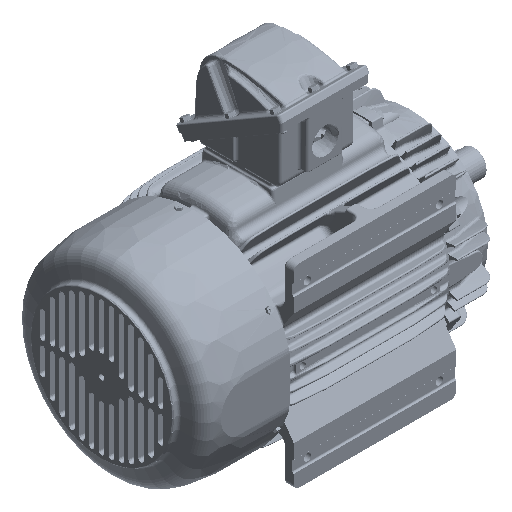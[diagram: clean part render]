
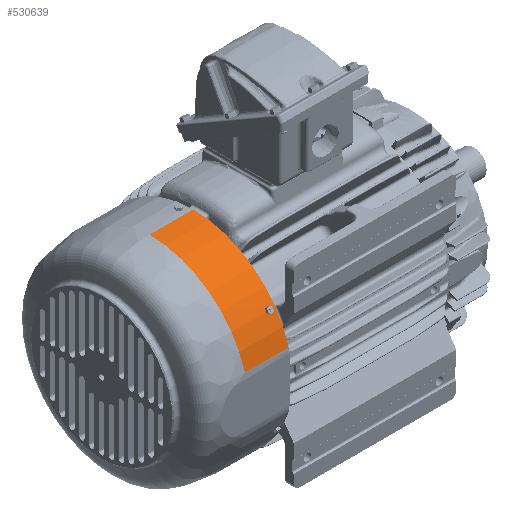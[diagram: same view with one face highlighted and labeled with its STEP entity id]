
A CAD part, isometric view. The second image highlights one B-rep face of the part: STEP entity #530639.
In plain terms, the highlighted cylindrical face has radius 181.75 mm (diameter 363.5 mm), a partial arc.
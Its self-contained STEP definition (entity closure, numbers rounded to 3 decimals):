
#529617=CARTESIAN_POINT('Vertex',(-154.5,0.,181.75)) ;
#529633=CARTESIAN_POINT('Vertex',(-234.5,0.,181.75)) ;
#529636=CARTESIAN_POINT('Line Origine',(-325.914,0.,181.75)) ;
#530198=CARTESIAN_POINT('Axis2P3D Location',(-154.5,0.,0.)) ;
#530202=CARTESIAN_POINT('Vertex',(-154.5,-174.58,50.547)) ;
#530528=CARTESIAN_POINT('Axis2P3D Location',(-325.914,0.,0.)) ;
#530533=CARTESIAN_POINT('Axis2P3D Location',(-234.5,0.,0.)) ;
#530537=CARTESIAN_POINT('Vertex',(-234.5,-174.58,50.547)) ;
#530540=CARTESIAN_POINT('Line Origine',(-325.914,-174.58,50.547)) ;
#530552=CARTESIAN_POINT('Control Point',(-166.5,-147.483,106.216)) ;
#530553=CARTESIAN_POINT('Control Point',(-166.106,-147.483,106.216)) ;
#530554=CARTESIAN_POINT('Control Point',(-165.718,-147.51,106.178)) ;
#530555=CARTESIAN_POINT('Control Point',(-165.333,-147.567,106.099)) ;
#530556=CARTESIAN_POINT('Control Point',(-164.781,-147.691,105.927)) ;
#530557=CARTESIAN_POINT('Control Point',(-164.28,-147.87,105.677)) ;
#530558=CARTESIAN_POINT('Control Point',(-164.12,-147.936,105.585)) ;
#530559=CARTESIAN_POINT('Control Point',(-163.813,-148.078,105.385)) ;
#530560=CARTESIAN_POINT('Control Point',(-163.538,-148.24,105.157)) ;
#530561=CARTESIAN_POINT('Control Point',(-163.41,-148.325,105.037)) ;
#530562=CARTESIAN_POINT('Control Point',(-163.099,-148.56,104.705)) ;
#530563=CARTESIAN_POINT('Control Point',(-162.854,-148.821,104.333)) ;
#530564=CARTESIAN_POINT('Control Point',(-162.731,-148.99,104.092)) ;
#530565=CARTESIAN_POINT('Control Point',(-162.639,-149.164,103.843)) ;
#530566=CARTESIAN_POINT('Control Point',(-162.577,-149.342,103.586)) ;
#530567=CARTESIAN_POINT('Vertex',(-166.5,-147.483,106.216)) ;
#530569=CARTESIAN_POINT('Vertex',(-162.577,-149.342,103.586)) ;
#530573=CARTESIAN_POINT('Control Point',(-162.577,-149.342,103.586)) ;
#530574=CARTESIAN_POINT('Control Point',(-162.423,-149.782,102.951)) ;
#530575=CARTESIAN_POINT('Control Point',(-162.458,-150.232,102.295)) ;
#530576=CARTESIAN_POINT('Control Point',(-162.7,-150.68,101.633)) ;
#530577=CARTESIAN_POINT('Control Point',(-163.113,-151.06,101.066)) ;
#530578=CARTESIAN_POINT('Control Point',(-163.671,-151.368,100.602)) ;
#530579=CARTESIAN_POINT('Vertex',(-163.671,-151.368,100.602)) ;
#530583=CARTESIAN_POINT('Control Point',(-163.671,-151.368,100.602)) ;
#530584=CARTESIAN_POINT('Control Point',(-164.118,-151.616,100.229)) ;
#530585=CARTESIAN_POINT('Control Point',(-164.645,-151.81,99.935)) ;
#530586=CARTESIAN_POINT('Control Point',(-165.241,-151.947,99.726)) ;
#530587=CARTESIAN_POINT('Control Point',(-165.872,-152.014,99.623)) ;
#530588=CARTESIAN_POINT('Control Point',(-166.5,-152.014,99.623)) ;
#530589=CARTESIAN_POINT('Vertex',(-166.5,-152.014,99.623)) ;
#530593=CARTESIAN_POINT('Control Point',(-166.5,-152.014,99.623)) ;
#530594=CARTESIAN_POINT('Control Point',(-167.088,-152.014,99.623)) ;
#530595=CARTESIAN_POINT('Control Point',(-167.677,-151.951,99.72)) ;
#530596=CARTESIAN_POINT('Control Point',(-168.229,-151.825,99.911)) ;
#530597=CARTESIAN_POINT('Control Point',(-168.721,-151.644,100.186)) ;
#530598=CARTESIAN_POINT('Vertex',(-168.721,-151.644,100.186)) ;
#530602=CARTESIAN_POINT('Control Point',(-168.721,-151.644,100.186)) ;
#530603=CARTESIAN_POINT('Control Point',(-169.376,-151.403,100.551)) ;
#530604=CARTESIAN_POINT('Control Point',(-169.914,-151.078,101.04)) ;
#530605=CARTESIAN_POINT('Control Point',(-170.309,-150.669,101.651)) ;
#530606=CARTESIAN_POINT('Control Point',(-170.499,-150.233,102.292)) ;
#530607=CARTESIAN_POINT('Control Point',(-170.5,-149.787,102.942)) ;
#530608=CARTESIAN_POINT('Vertex',(-170.5,-149.787,102.942)) ;
#530612=CARTESIAN_POINT('Control Point',(-170.5,-149.787,102.942)) ;
#530613=CARTESIAN_POINT('Control Point',(-170.5,-149.564,103.266)) ;
#530614=CARTESIAN_POINT('Control Point',(-170.454,-149.343,103.585)) ;
#530615=CARTESIAN_POINT('Control Point',(-170.357,-149.123,103.902)) ;
#530616=CARTESIAN_POINT('Control Point',(-170.146,-148.807,104.354)) ;
#530617=CARTESIAN_POINT('Control Point',(-169.839,-148.519,104.763)) ;
#530618=CARTESIAN_POINT('Control Point',(-169.726,-148.426,104.894)) ;
#530619=CARTESIAN_POINT('Control Point',(-169.481,-148.248,105.145)) ;
#530620=CARTESIAN_POINT('Control Point',(-169.202,-148.089,105.37)) ;
#530621=CARTESIAN_POINT('Control Point',(-169.054,-148.014,105.474)) ;
#530622=CARTESIAN_POINT('Control Point',(-168.744,-147.876,105.668)) ;
#530623=CARTESIAN_POINT('Control Point',(-168.406,-147.76,105.83)) ;
#530624=CARTESIAN_POINT('Control Point',(-168.23,-147.708,105.903)) ;
#530625=CARTESIAN_POINT('Control Point',(-167.794,-147.598,106.057)) ;
#530626=CARTESIAN_POINT('Control Point',(-167.335,-147.526,106.156)) ;
#530627=CARTESIAN_POINT('Control Point',(-167.059,-147.497,106.196)) ;
#530628=CARTESIAN_POINT('Control Point',(-166.779,-147.483,106.216)) ;
#530629=CARTESIAN_POINT('Control Point',(-166.5,-147.483,106.216)) ;
#529637=DIRECTION('Vector Direction',(-1.,0.,0.)) ;
#530199=DIRECTION('Axis2P3D Direction',(-1.,0.,0.)) ;
#530529=DIRECTION('Axis2P3D Direction',(-1.,0.,0.)) ;
#530530=DIRECTION('Axis2P3D XDirection',(0.,0.,-1.)) ;
#530534=DIRECTION('Axis2P3D Direction',(-1.,0.,0.)) ;
#530541=DIRECTION('Vector Direction',(-1.,0.,0.)) ;
#530200=AXIS2_PLACEMENT_3D('Circle Axis2P3D',#530198,#530199,$) ;
#530531=AXIS2_PLACEMENT_3D('Cylinder Axis2P3D',#530528,#530529,#530530) ;
#530535=AXIS2_PLACEMENT_3D('Circle Axis2P3D',#530533,#530534,$) ;
#530546=ORIENTED_EDGE('',*,*,#530204,.T.) ;
#530547=ORIENTED_EDGE('',*,*,#529640,.T.) ;
#530548=ORIENTED_EDGE('',*,*,#530539,.F.) ;
#530549=ORIENTED_EDGE('',*,*,#530544,.T.) ;
#530632=ORIENTED_EDGE('',*,*,#530571,.T.) ;
#530633=ORIENTED_EDGE('',*,*,#530581,.T.) ;
#530634=ORIENTED_EDGE('',*,*,#530591,.T.) ;
#530635=ORIENTED_EDGE('',*,*,#530600,.T.) ;
#530636=ORIENTED_EDGE('',*,*,#530610,.T.) ;
#530637=ORIENTED_EDGE('',*,*,#530630,.T.) ;
#530638=FACE_BOUND('',#530631,.T.) ;
#529638=VECTOR('Line Direction',#529637,1.) ;
#530542=VECTOR('Line Direction',#530541,1.) ;
#530639=ADVANCED_FACE('\X2\51434EF6672C9AD4\X0\',(#530550,#530638),#530532,.T.) ;
#530551=B_SPLINE_CURVE_WITH_KNOTS('',5,(#530552,#530553,#530554,#530555,#530556,#530557,#530558,#530559,#530560,#530561,#530562,#530563,#530564,#530565,#530566),.UNSPECIFIED.,.F.,.U.,(6,3,3,3,6),(0.,2.77,4.157,5.539,7.78),.UNSPECIFIED.) ;
#530572=B_SPLINE_CURVE_WITH_KNOTS('',5,(#530573,#530574,#530575,#530576,#530577,#530578),.UNSPECIFIED.,.F.,.U.,(6,6),(0.,5.553),.UNSPECIFIED.) ;
#530582=B_SPLINE_CURVE_WITH_KNOTS('',5,(#530583,#530584,#530585,#530586,#530587,#530588),.UNSPECIFIED.,.F.,.U.,(6,6),(0.,4.447),.UNSPECIFIED.) ;
#530592=B_SPLINE_CURVE_WITH_KNOTS('',4,(#530593,#530594,#530595,#530596,#530597),.UNSPECIFIED.,.F.,.U.,(5,5),(0.,3.338),.UNSPECIFIED.) ;
#530601=B_SPLINE_CURVE_WITH_KNOTS('',5,(#530602,#530603,#530604,#530605,#530606,#530607),.UNSPECIFIED.,.F.,.U.,(6,6),(0.,5.553),.UNSPECIFIED.) ;
#530611=B_SPLINE_CURVE_WITH_KNOTS('',5,(#530612,#530613,#530614,#530615,#530616,#530617,#530618,#530619,#530620,#530621,#530622,#530623,#530624,#530625,#530626,#530627,#530628,#530629),.UNSPECIFIED.,.F.,.U.,(6,3,3,3,3,6),(0.,2.769,4.156,5.539,6.924,8.895),.UNSPECIFIED.) ;
#530201=CIRCLE('generated circle',#530200,181.75) ;
#530536=CIRCLE('generated circle',#530535,181.75) ;
#530532=CYLINDRICAL_SURFACE('generated cylinder',#530531,181.75) ;
#529640=EDGE_CURVE('',#529618,#529634,#529639,.T.) ;
#530204=EDGE_CURVE('',#530203,#529618,#530201,.T.) ;
#530539=EDGE_CURVE('',#530538,#529634,#530536,.T.) ;
#530544=EDGE_CURVE('',#530538,#530203,#530543,.F.) ;
#530571=EDGE_CURVE('',#530568,#530570,#530551,.T.) ;
#530581=EDGE_CURVE('',#530570,#530580,#530572,.T.) ;
#530591=EDGE_CURVE('',#530580,#530590,#530582,.T.) ;
#530600=EDGE_CURVE('',#530590,#530599,#530592,.T.) ;
#530610=EDGE_CURVE('',#530599,#530609,#530601,.T.) ;
#530630=EDGE_CURVE('',#530609,#530568,#530611,.T.) ;
#530545=EDGE_LOOP('',(#530546,#530547,#530548,#530549)) ;
#530631=EDGE_LOOP('',(#530632,#530633,#530634,#530635,#530636,#530637)) ;
#530550=FACE_OUTER_BOUND('',#530545,.T.) ;
#529639=LINE('Line',#529636,#529638) ;
#530543=LINE('Line',#530540,#530542) ;
#529618=VERTEX_POINT('',#529617) ;
#529634=VERTEX_POINT('',#529633) ;
#530203=VERTEX_POINT('',#530202) ;
#530538=VERTEX_POINT('',#530537) ;
#530568=VERTEX_POINT('',#530567) ;
#530570=VERTEX_POINT('',#530569) ;
#530580=VERTEX_POINT('',#530579) ;
#530590=VERTEX_POINT('',#530589) ;
#530599=VERTEX_POINT('',#530598) ;
#530609=VERTEX_POINT('',#530608) ;
